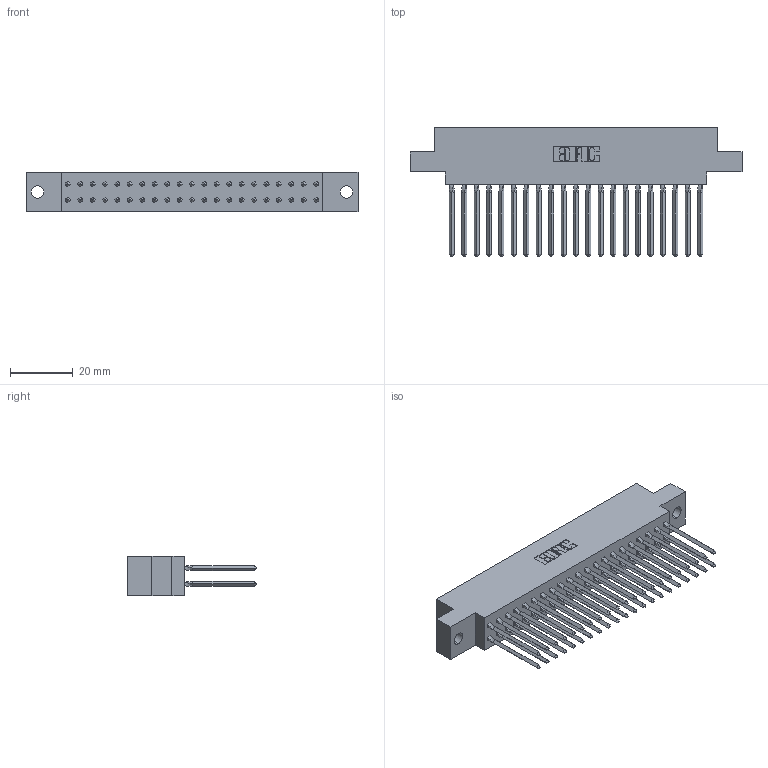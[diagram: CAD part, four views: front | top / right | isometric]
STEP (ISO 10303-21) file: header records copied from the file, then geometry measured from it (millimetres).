
FILE_DESCRIPTION (( 'STEP AP203' ), '1' );
FILE_NAME ('317-042-543-804.STEP', '2020-02-28T01:35:36', ( '' ), ( '' ), 'SwSTEP 2.0', 'SolidWorks 2016', '' );
FILE_SCHEMA (( 'CONFIG_CONTROL_DESIGN' ));
Length unit declared in the file: inch
Products named in the file (3): 317 Part_.156 Dia - TH; 317-290-001_543; 317-042-543-804
Assembly tree (43 placements, depth 2):
  317-042-543-804
    317 Part_.156 Dia - TH
    317-290-001_543  x42
Bounding box: 105.92 x 41.15 x 12.7 mm (x, y, z)
Volume: 17187.5 mm3; surface area: 25076.7 mm2
Topology: 43 solids, 43 shells, 3840 faces, 10649 edges, 6860 vertices
Faces by surface type: plane 3124, cylinder 548, bspline 168
Entity records: 33288 total; most frequent: CARTESIAN_POINT 6219, ORIENTED_EDGE 5718, DIRECTION 4773, EDGE_CURVE 2859, LINE 2603, VECTOR 2603, VERTEX_POINT 1899, AXIS2_PLACEMENT_3D 1085
